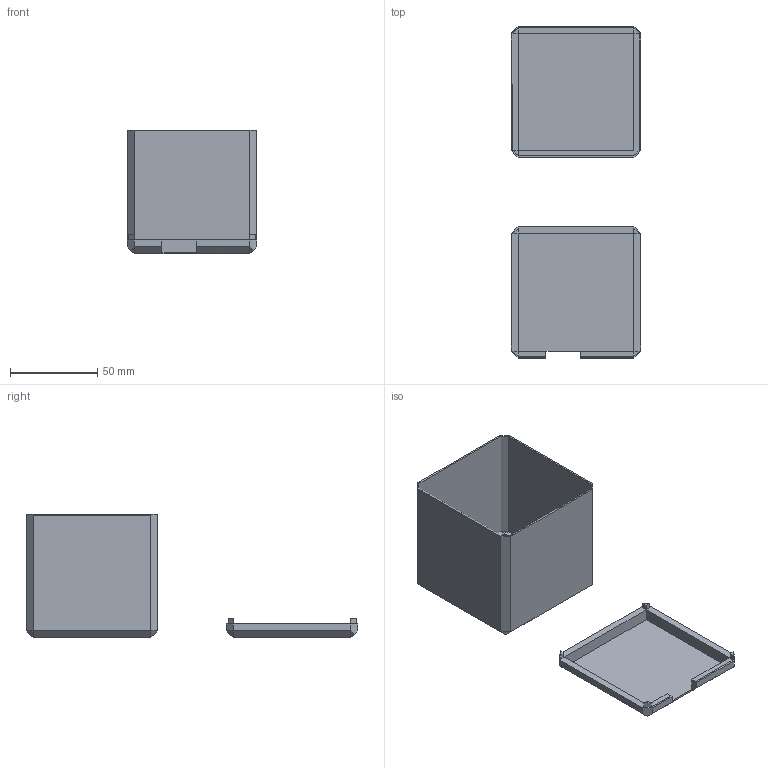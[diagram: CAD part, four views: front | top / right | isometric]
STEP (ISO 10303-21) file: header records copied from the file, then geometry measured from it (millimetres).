
FILE_DESCRIPTION(/* description */ (''),/* implementation_level */ '2;1');
FILE_NAME(/* name */ 'Led_Cube_Step.step',/* time_stamp */ '2025-08-08T12:42:17-07:00',/* author */ (''),/* organization */ (''),/* preprocessor_version */ 'ST-DEVELOPER v20.1',/* originating_system */ 'Autodesk Translation Framework v14.10.0.0',/* authorisation */ '');
FILE_SCHEMA (('AUTOMOTIVE_DESIGN { 1 0 10303 214 3 1 1 }'));
Length unit declared in the file: millimetre
Products named in the file (2): Test Led Stuffv2; BasePlate
Assembly tree (1 placements, depth 2):
  Test Led Stuffv2
    BasePlate
Bounding box: 74.5 x 190.5 x 71 mm (x, y, z)
Volume: 36241.3 mm3; surface area: 66592.9 mm2
Topology: 6 solids, 6 shells, 153 faces, 362 edges, 221 vertices
Faces by surface type: plane 153
Entity records: 4296 total; most frequent: CARTESIAN_POINT 741, ORIENTED_EDGE 728, DIRECTION 676, LINE 364, VECTOR 364, EDGE_CURVE 364, VERTEX_POINT 221, EDGE_LOOP 156
